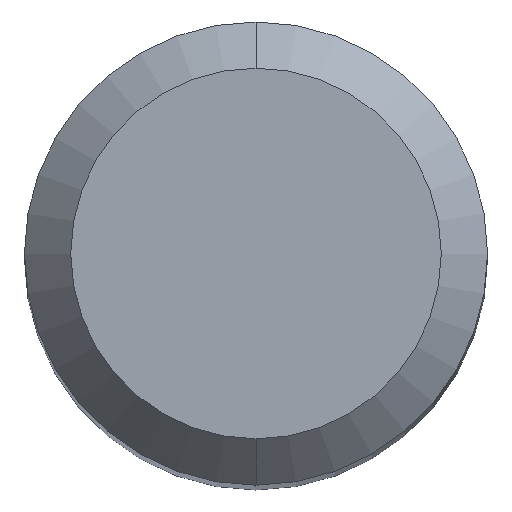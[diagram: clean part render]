
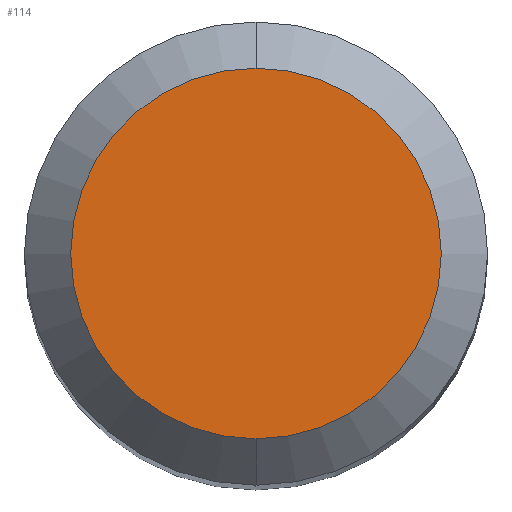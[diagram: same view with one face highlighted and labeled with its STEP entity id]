
A CAD part, top view. The second image highlights one B-rep face of the part: STEP entity #114.
In plain terms, the highlighted planar face has unit normal (0, 0, 1).
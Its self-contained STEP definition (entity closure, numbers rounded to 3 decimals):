
#3 = ORIENTED_EDGE ( 'NONE', *, *, #161, .F. ) ;
#16 = EDGE_CURVE ( 'NONE', #119, #107, #72, .T. ) ;
#17 = CARTESIAN_POINT ( 'NONE',  ( 0., 0., 60. ) ) ;
#54 = CARTESIAN_POINT ( 'NONE',  ( 0., 2.4, 60. ) ) ;
#72 = CIRCLE ( 'NONE', #347, 2.4 ) ;
#73 = AXIS2_PLACEMENT_3D ( 'NONE', #17, #255, #282 ) ;
#86 = CARTESIAN_POINT ( 'NONE',  ( 0., 0., 60. ) ) ;
#104 = CIRCLE ( 'NONE', #289, 2.4 ) ;
#107 = VERTEX_POINT ( 'NONE', #350 ) ;
#108 = ORIENTED_EDGE ( 'NONE', *, *, #16, .F. ) ;
#114 = ADVANCED_FACE ( 'NONE', ( #144 ), #328, .F. ) ;
#119 = VERTEX_POINT ( 'NONE', #54 ) ;
#144 = FACE_OUTER_BOUND ( 'NONE', #286, .T. ) ;
#161 = EDGE_CURVE ( 'NONE', #107, #119, #104, .T. ) ;
#181 = DIRECTION ( 'NONE',  ( 0., 1., 0. ) ) ;
#198 = DIRECTION ( 'NONE',  ( 0., 1., 0. ) ) ;
#208 = CARTESIAN_POINT ( 'NONE',  ( 0., 0., 60. ) ) ;
#255 = DIRECTION ( 'NONE',  ( 0., 0., -1. ) ) ;
#267 = DIRECTION ( 'NONE',  ( 0., 0., -1. ) ) ;
#282 = DIRECTION ( 'NONE',  ( 0., 1., 0. ) ) ;
#285 = DIRECTION ( 'NONE',  ( 0., 0., -1. ) ) ;
#286 = EDGE_LOOP ( 'NONE', ( #108, #3 ) ) ;
#289 = AXIS2_PLACEMENT_3D ( 'NONE', #86, #285, #198 ) ;
#328 = PLANE ( 'NONE',  #73 ) ;
#347 = AXIS2_PLACEMENT_3D ( 'NONE', #208, #267, #181 ) ;
#350 = CARTESIAN_POINT ( 'NONE',  ( 0., -2.4, 60. ) ) ;
